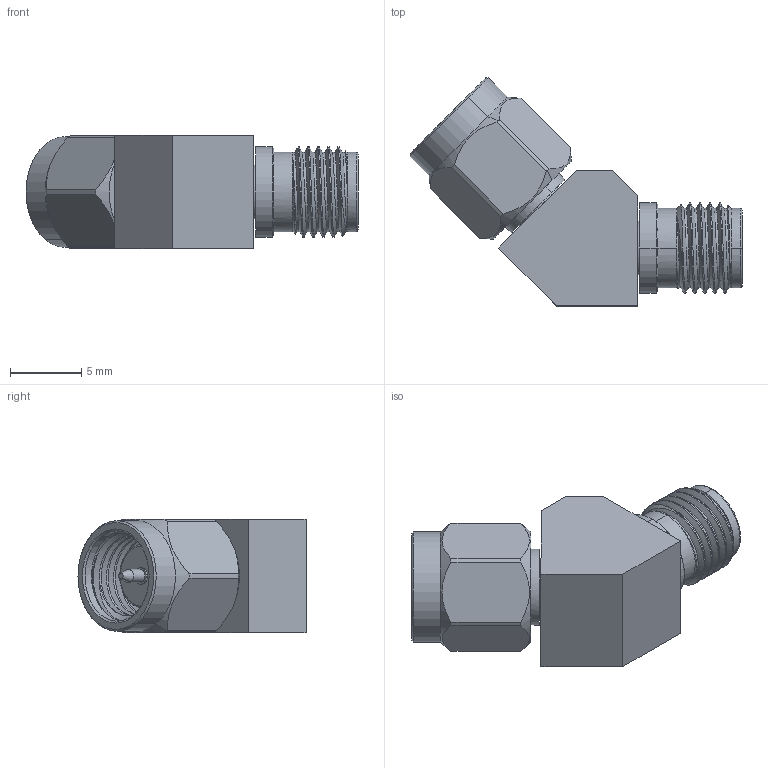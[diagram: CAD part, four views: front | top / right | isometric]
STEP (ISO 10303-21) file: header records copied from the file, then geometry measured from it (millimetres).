
FILE_DESCRIPTION (( 'STEP AP203' ), '1' );
FILE_NAME ('PE91332.step', '2019-02-27T01:00:31', ( '' ), ( '' ), 'SwSTEP 2.0', 'SolidWorks 2017', '' );
FILE_SCHEMA (( 'CONFIG_CONTROL_DESIGN' ));
Length unit declared in the file: inch
Products named in the file (1): PE91332
Bounding box: 23.29 x 16 x 7.94 mm (x, y, z)
Volume: 1055 mm3; surface area: 1130.4 mm2
Topology: 1 solids, 1 shells, 118 faces, 282 edges, 179 vertices
Faces by surface type: cylinder 57, plane 27, cone 24, bspline 8, torus 2
Entity records: 6556 total; most frequent: CARTESIAN_POINT 3909, ORIENTED_EDGE 564, DIRECTION 505, EDGE_CURVE 282, AXIS2_PLACEMENT_3D 202, VERTEX_POINT 179, EDGE_LOOP 131, ADVANCED_FACE 118
